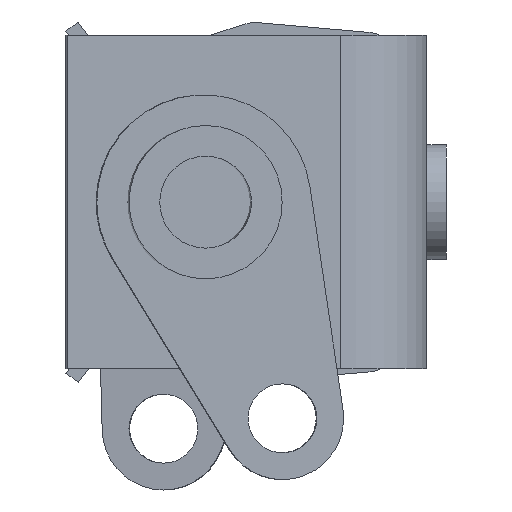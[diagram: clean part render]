
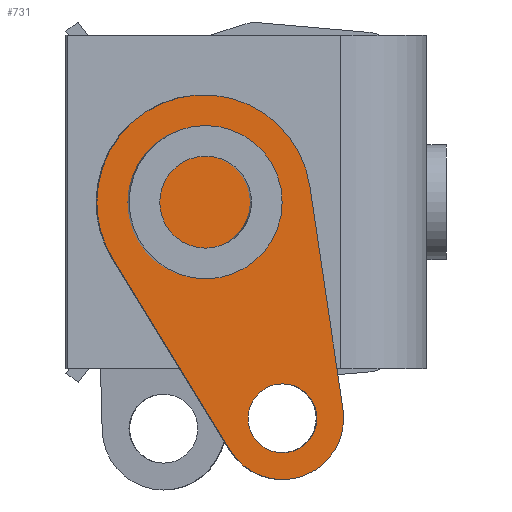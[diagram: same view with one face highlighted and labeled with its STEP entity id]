
A CAD part, left-side view. The second image highlights one B-rep face of the part: STEP entity #731.
In plain terms, the highlighted planar face has unit normal (-0.998, -0.064, 0).
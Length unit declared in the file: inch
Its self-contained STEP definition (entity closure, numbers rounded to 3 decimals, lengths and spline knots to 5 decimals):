
#21 = VERTEX_POINT ( 'NONE', #1395 ) ;
#41 = PLANE ( 'NONE',  #2256 ) ;
#87 = AXIS2_PLACEMENT_3D ( 'NONE', #2565, #212, #1444 ) ;
#120 = EDGE_LOOP ( 'NONE', ( #2551, #3691, #3690, #2176, #1767 ) ) ;
#148 = DIRECTION ( 'NONE',  ( 0.064, -0.998, 0. ) ) ;
#159 = AXIS2_PLACEMENT_3D ( 'NONE', #2387, #1227, #3558 ) ;
#212 = DIRECTION ( 'NONE',  ( -0.998, -0.064, 0. ) ) ;
#240 = CARTESIAN_POINT ( 'NONE',  ( -0.97996, 0.23341, -0.28191 ) ) ;
#292 = CARTESIAN_POINT ( 'NONE',  ( -0.97204, 0.10954, -0.27013 ) ) ;
#293 = EDGE_CURVE ( 'NONE', #3374, #3590, #3426, .T. ) ;
#454 = DIRECTION ( 'NONE',  ( 0.033, -0.522, -0.852 ) ) ;
#552 = DIRECTION ( 'NONE',  ( -0.009, 0.147, 0.989 ) ) ;
#731 = ADVANCED_FACE ( 'NONE', ( #3194, #871 ), #41, .T. ) ;
#871 = FACE_BOUND ( 'NONE', #3662, .T. ) ;
#897 = EDGE_CURVE ( 'NONE', #3335, #2594, #3342, .T. ) ;
#907 = DIRECTION ( 'NONE',  ( -0.998, -0.064, 0. ) ) ;
#1003 = CIRCLE ( 'NONE', #2459, 0.14 ) ;
#1141 = CARTESIAN_POINT ( 'NONE',  ( -0.99125, 0.40998, -0.07323 ) ) ;
#1164 = DIRECTION ( 'NONE',  ( 0.064, -0.998, 0. ) ) ;
#1221 = DIRECTION ( 'NONE',  ( -0.998, -0.064, 0. ) ) ;
#1227 = DIRECTION ( 'NONE',  ( -0.998, -0.064, 0. ) ) ;
#1375 = CARTESIAN_POINT ( 'NONE',  ( -0.98364, 0.2909, 0. ) ) ;
#1395 = CARTESIAN_POINT ( 'NONE',  ( -0.99257, 0.43061, 0. ) ) ;
#1444 = DIRECTION ( 'NONE',  ( 0.064, -0.998, 0. ) ) ;
#1509 = CARTESIAN_POINT ( 'NONE',  ( -0.98364, 0.2909, 0. ) ) ;
#1574 = EDGE_CURVE ( 'NONE', #3065, #1694, #2456, .T. ) ;
#1633 = VECTOR ( 'NONE', #454, 39.37008 ) ;
#1694 = VERTEX_POINT ( 'NONE', #240 ) ;
#1715 = AXIS2_PLACEMENT_3D ( 'NONE', #1375, #1996, #3704 ) ;
#1767 = ORIENTED_EDGE ( 'NONE', *, *, #293, .T. ) ;
#1772 = CARTESIAN_POINT ( 'NONE',  ( -0.97709, 0.1885, -0.28191 ) ) ;
#1787 = CIRCLE ( 'NONE', #159, 0.08 ) ;
#1996 = DIRECTION ( 'NONE',  ( -0.998, -0.064, 0. ) ) ;
#2010 = DIRECTION ( 'NONE',  ( 0.064, -0.998, 0. ) ) ;
#2022 = CARTESIAN_POINT ( 'NONE',  ( -0.97421, 0.14359, -0.28191 ) ) ;
#2176 = ORIENTED_EDGE ( 'NONE', *, *, #2234, .T. ) ;
#2234 = EDGE_CURVE ( 'NONE', #2594, #3374, #1787, .T. ) ;
#2256 = AXIS2_PLACEMENT_3D ( 'NONE', #3477, #907, #2010 ) ;
#2387 = CARTESIAN_POINT ( 'NONE',  ( -0.97709, 0.1885, -0.28191 ) ) ;
#2448 = CARTESIAN_POINT ( 'NONE',  ( -0.99125, 0.40998, -0.07323 ) ) ;
#2456 = CIRCLE ( 'NONE', #3730, 0.045 ) ;
#2459 = AXIS2_PLACEMENT_3D ( 'NONE', #1509, #1221, #1164 ) ;
#2510 = CIRCLE ( 'NONE', #87, 0.045 ) ;
#2544 = EDGE_CURVE ( 'NONE', #3590, #21, #1003, .T. ) ;
#2551 = ORIENTED_EDGE ( 'NONE', *, *, #2544, .T. ) ;
#2565 = CARTESIAN_POINT ( 'NONE',  ( -0.97709, 0.1885, -0.28191 ) ) ;
#2594 = VERTEX_POINT ( 'NONE', #3207 ) ;
#2632 = CIRCLE ( 'NONE', #1715, 0.14 ) ;
#2943 = ORIENTED_EDGE ( 'NONE', *, *, #1574, .F. ) ;
#2950 = ORIENTED_EDGE ( 'NONE', *, *, #3282, .F. ) ;
#3065 = VERTEX_POINT ( 'NONE', #2022 ) ;
#3161 = CARTESIAN_POINT ( 'NONE',  ( -0.9748, 0.15271, 0.0206 ) ) ;
#3194 = FACE_OUTER_BOUND ( 'NONE', #120, .T. ) ;
#3207 = CARTESIAN_POINT ( 'NONE',  ( -0.98144, 0.25655, -0.32375 ) ) ;
#3282 = EDGE_CURVE ( 'NONE', #1694, #3065, #2510, .T. ) ;
#3284 = EDGE_CURVE ( 'NONE', #21, #3335, #2632, .T. ) ;
#3335 = VERTEX_POINT ( 'NONE', #1141 ) ;
#3342 = LINE ( 'NONE', #2448, #1633 ) ;
#3374 = VERTEX_POINT ( 'NONE', #292 ) ;
#3381 = CARTESIAN_POINT ( 'NONE',  ( -0.9748, 0.15271, 0.0206 ) ) ;
#3426 = LINE ( 'NONE', #3161, #3650 ) ;
#3477 = CARTESIAN_POINT ( 'NONE',  ( -0.98364, 0.2909, 0. ) ) ;
#3531 = DIRECTION ( 'NONE',  ( -0.998, -0.064, 0. ) ) ;
#3558 = DIRECTION ( 'NONE',  ( 0.064, -0.998, 0. ) ) ;
#3590 = VERTEX_POINT ( 'NONE', #3381 ) ;
#3650 = VECTOR ( 'NONE', #552, 39.37008 ) ;
#3662 = EDGE_LOOP ( 'NONE', ( #2950, #2943 ) ) ;
#3690 = ORIENTED_EDGE ( 'NONE', *, *, #897, .T. ) ;
#3691 = ORIENTED_EDGE ( 'NONE', *, *, #3284, .T. ) ;
#3704 = DIRECTION ( 'NONE',  ( 0.064, -0.998, 0. ) ) ;
#3730 = AXIS2_PLACEMENT_3D ( 'NONE', #1772, #3531, #148 ) ;
